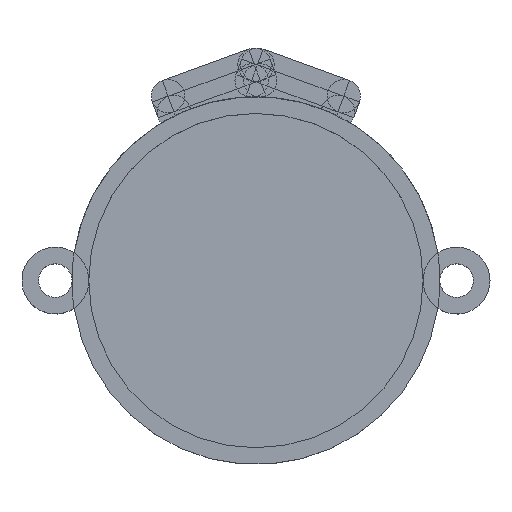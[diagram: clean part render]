
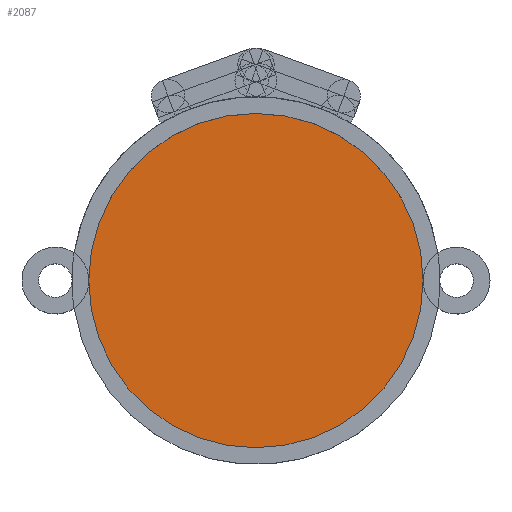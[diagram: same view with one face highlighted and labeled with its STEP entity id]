
A CAD part, top view. The second image highlights one B-rep face of the part: STEP entity #2087.
In plain terms, the highlighted planar face has unit normal (0, 0, 1).
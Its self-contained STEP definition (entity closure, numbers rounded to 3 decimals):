
#1330 = VERTEX_POINT('',#1331);
#1331 = CARTESIAN_POINT('',(20.,0.,2.));
#1337 = EDGE_CURVE('',#1338,#1330,#1340,.T.);
#1338 = VERTEX_POINT('',#1339);
#1339 = CARTESIAN_POINT('',(-20.,0.,2.));
#1340 = CIRCLE('',#1341,20.);
#1341 = AXIS2_PLACEMENT_3D('',#1342,#1343,#1344);
#1342 = CARTESIAN_POINT('',(0.,0.,2.));
#1343 = DIRECTION('',(0.,0.,1.));
#1344 = DIRECTION('',(1.,0.,0.));
#1734 = EDGE_CURVE('',#1330,#1338,#1735,.T.);
#1735 = CIRCLE('',#1736,20.);
#1736 = AXIS2_PLACEMENT_3D('',#1737,#1738,#1739);
#1737 = CARTESIAN_POINT('',(0.,0.,2.));
#1738 = DIRECTION('',(0.,0.,1.));
#1739 = DIRECTION('',(1.,0.,0.));
#2087 = ADVANCED_FACE('',(#2088),#2092,.T.);
#2088 = FACE_BOUND('',#2089,.F.);
#2089 = EDGE_LOOP('',(#2090,#2091));
#2090 = ORIENTED_EDGE('',*,*,#1734,.F.);
#2091 = ORIENTED_EDGE('',*,*,#1337,.F.);
#2092 = PLANE('',#2093);
#2093 = AXIS2_PLACEMENT_3D('',#2094,#2095,#2096);
#2094 = CARTESIAN_POINT('',(0.,0.,2.));
#2095 = DIRECTION('',(0.,0.,1.));
#2096 = DIRECTION('',(1.,0.,0.));
